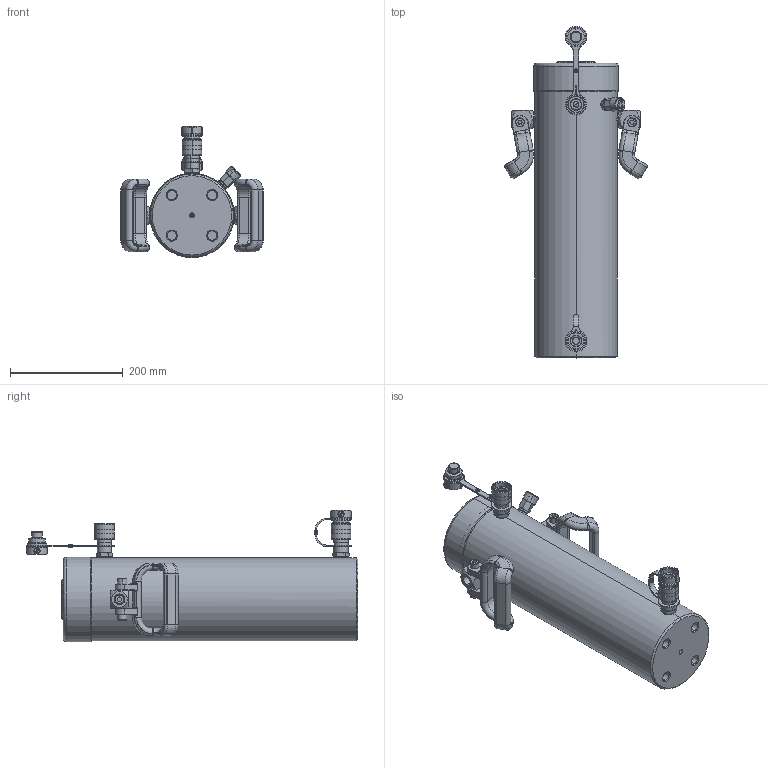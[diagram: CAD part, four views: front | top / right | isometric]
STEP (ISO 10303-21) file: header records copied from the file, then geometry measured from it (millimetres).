
FILE_DESCRIPTION (( 'STEP AP203' ), '1' );
FILE_NAME ('F7513.STEP', '2016-03-14T00:37:16', ( '' ), ( '' ), 'SwSTEP 2.0', 'SolidWorks 2015', '' );
FILE_SCHEMA (( 'CONFIG_CONTROL_DESIGN' ));
Length unit declared in the file: millimetre
Products named in the file (1): F7513
Bounding box: 252.91 x 589.4 x 232.87 mm (x, y, z)
Volume: 7631947.2 mm3; surface area: 914670.5 mm2
Topology: 31 solids, 31 shells, 1906 faces, 4488 edges, 2709 vertices
Faces by surface type: cylinder 627, plane 575, cone 302, bspline 214, torus 170, sphere 18
Entity records: 64834 total; most frequent: CARTESIAN_POINT 22209, ORIENTED_EDGE 8850, DIRECTION 8822, EDGE_CURVE 4425, AXIS2_PLACEMENT_3D 3420, VERTEX_POINT 2706, EDGE_LOOP 2093, VECTOR 1982
